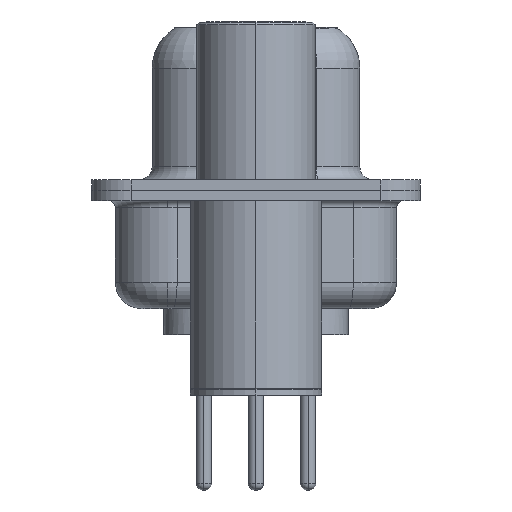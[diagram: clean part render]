
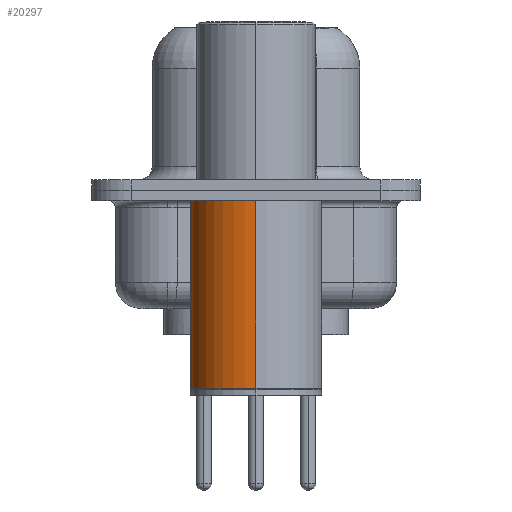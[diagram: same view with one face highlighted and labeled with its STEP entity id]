
A CAD part, left-side view. The second image highlights one B-rep face of the part: STEP entity #20297.
In plain terms, the highlighted cylindrical face has radius 2.5 mm (diameter 5 mm), a partial arc.
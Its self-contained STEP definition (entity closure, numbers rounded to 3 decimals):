
#3 = ORIENTED_EDGE ( 'NONE', *, *, #11200, .T. ) ;
#222 = AXIS2_PLACEMENT_3D ( 'NONE', #22908, #11194, #23033 ) ;
#880 = CARTESIAN_POINT ( 'NONE',  ( 0., 0., -7.525 ) ) ;
#1612 = VERTEX_POINT ( 'NONE', #10092 ) ;
#2116 = CARTESIAN_POINT ( 'NONE',  ( 2.5, 0., 0.581 ) ) ;
#4144 = VECTOR ( 'NONE', #11870, 1000. ) ;
#4756 = ORIENTED_EDGE ( 'NONE', *, *, #10580, .T. ) ;
#4899 = EDGE_CURVE ( 'NONE', #8840, #23539, #24460, .T. ) ;
#5141 = AXIS2_PLACEMENT_3D ( 'NONE', #19297, #18794, #5279 ) ;
#5245 = EDGE_CURVE ( 'NONE', #20793, #8840, #17812, .T. ) ;
#5279 = DIRECTION ( 'NONE',  ( 1., 0., 0. ) ) ;
#7163 = DIRECTION ( 'NONE',  ( 0., 0., 1. ) ) ;
#7645 = CARTESIAN_POINT ( 'NONE',  ( 2.5, 0., -0.4 ) ) ;
#7880 = CARTESIAN_POINT ( 'NONE',  ( -2.5, 0., 0.581 ) ) ;
#8049 = DIRECTION ( 'NONE',  ( 0., 0., 1. ) ) ;
#8840 = VERTEX_POINT ( 'NONE', #7645 ) ;
#9280 = ORIENTED_EDGE ( 'NONE', *, *, #4899, .F. ) ;
#9742 = CARTESIAN_POINT ( 'NONE',  ( 2.5, 0., -7.525 ) ) ;
#10092 = CARTESIAN_POINT ( 'NONE',  ( -2.5, 0., -7.525 ) ) ;
#10357 = CIRCLE ( 'NONE', #19381, 2.5 ) ;
#10580 = EDGE_CURVE ( 'NONE', #1612, #23539, #19464, .T. ) ;
#11194 = DIRECTION ( 'NONE',  ( 0., 0., 1. ) ) ;
#11200 = EDGE_CURVE ( 'NONE', #20793, #1612, #10357, .T. ) ;
#11870 = DIRECTION ( 'NONE',  ( 0., 0., 1. ) ) ;
#12592 = EDGE_LOOP ( 'NONE', ( #3, #4756, #9280, #24757 ) ) ;
#16557 = DIRECTION ( 'NONE',  ( 1., 0., 0. ) ) ;
#17812 = LINE ( 'NONE', #2116, #22010 ) ;
#18794 = DIRECTION ( 'NONE',  ( 0., 0., 1. ) ) ;
#18919 = CYLINDRICAL_SURFACE ( 'NONE', #5141, 2.5 ) ;
#19297 = CARTESIAN_POINT ( 'NONE',  ( 0., 0., 0.581 ) ) ;
#19381 = AXIS2_PLACEMENT_3D ( 'NONE', #880, #7163, #16557 ) ;
#19464 = LINE ( 'NONE', #7880, #4144 ) ;
#20297 = ADVANCED_FACE ( 'NONE', ( #25082 ), #18919, .T. ) ;
#20793 = VERTEX_POINT ( 'NONE', #9742 ) ;
#22010 = VECTOR ( 'NONE', #8049, 1000. ) ;
#22908 = CARTESIAN_POINT ( 'NONE',  ( 0., 0., -0.4 ) ) ;
#23033 = DIRECTION ( 'NONE',  ( 1., 0., 0. ) ) ;
#23264 = CARTESIAN_POINT ( 'NONE',  ( -2.5, 0., -0.4 ) ) ;
#23539 = VERTEX_POINT ( 'NONE', #23264 ) ;
#24460 = CIRCLE ( 'NONE', #222, 2.5 ) ;
#24757 = ORIENTED_EDGE ( 'NONE', *, *, #5245, .F. ) ;
#25082 = FACE_OUTER_BOUND ( 'NONE', #12592, .T. ) ;
